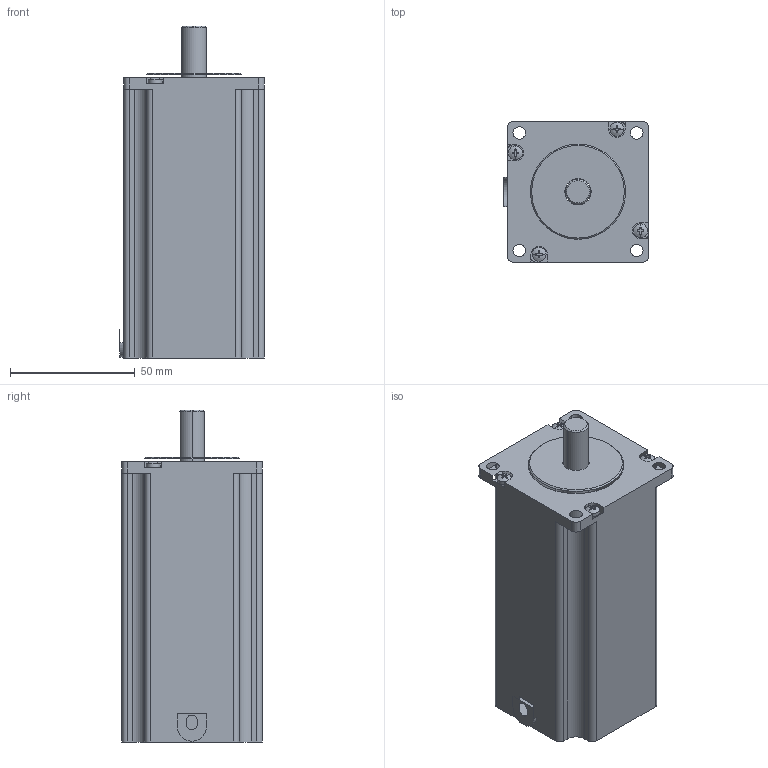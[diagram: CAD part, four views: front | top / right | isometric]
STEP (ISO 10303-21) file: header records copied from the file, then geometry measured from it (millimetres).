
FILE_DESCRIPTION((''),'2;1');
FILE_NAME('0000678367_SW0001_SW0001','2021-04-15T',('gaoyun'),(''),'CREO PARAMETRIC BY PTC INC, 2015200','CREO PARAMETRIC BY PTC INC, 2015200','');
FILE_SCHEMA(('CONFIG_CONTROL_DESIGN'));
Length unit declared in the file: millimetre
Products named in the file (1): 0000678367_SW0001_SW0001
Bounding box: 58 x 56.4 x 133 mm (x, y, z)
Surface area: 33331.2 mm2 (no closed solid volume)
Topology: 0 solids, 13 shells, 63 faces, 371 edges, 312 vertices
Faces by surface type: plane 26, cylinder 25, sphere 8, cone 4
Entity records: 4038 total; most frequent: CARTESIAN_POINT 1018, DIRECTION 702, ORIENTED_EDGE 502, EDGE_CURVE 371, VERTEX_POINT 312, AXIS2_PLACEMENT_3D 284, CIRCLE 221, VECTOR 134
